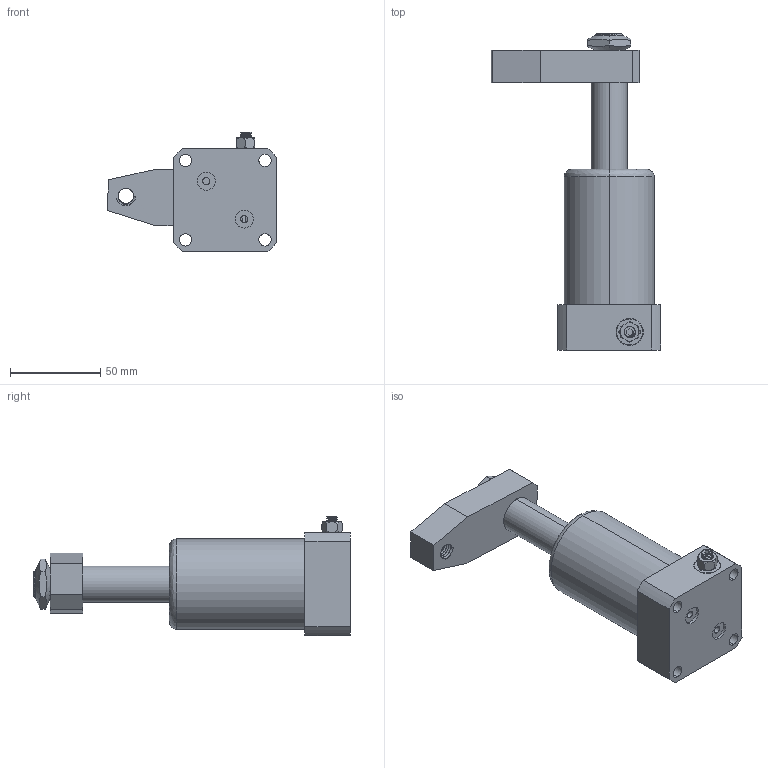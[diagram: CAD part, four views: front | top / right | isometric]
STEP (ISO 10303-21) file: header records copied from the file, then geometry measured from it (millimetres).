
FILE_DESCRIPTION (( 'STEP AP214' ), '1' );
FILE_NAME ('chs-mf32s-e_asm.STEP', '2020-02-12T07:34:50', ( '' ), ( '' ), 'SwSTEP 2.0', 'SolidWorks 2016', '' );
FILE_SCHEMA (( 'AUTOMOTIVE_DESIGN' ));
Length unit declared in the file: millimetre
Products named in the file (9): CHS-MF32-E-BT; M6_3; CHS-MF32-TXF-03_3; CHS-MF32-TXF-02_3; CHS-TXF-01_3; M16_7; CHS-32S-01_7; CHS-32S-02-E_1_1; chs-mf32s-e_asm
Assembly tree (8 placements, depth 2):
  chs-mf32s-e_asm
    CHS-32S-02-E_1_1
    CHS-32S-01_7
    M16_7
    CHS-TXF-01_3
    CHS-MF32-TXF-02_3
    CHS-MF32-TXF-03_3
    M6_3
    CHS-MF32-E-BT
Bounding box: 93.8 x 175 x 65.99 mm (x, y, z)
Volume: 294252.7 mm3; surface area: 54097 mm2
Topology: 9 solids, 9 shells, 415 faces, 1153 edges, 769 vertices
Faces by surface type: cylinder 195, plane 89, cone 80, bspline 51
Entity records: 35444 total; most frequent: CARTESIAN_POINT 25755, ORIENTED_EDGE 2282, DIRECTION 1391, EDGE_CURVE 1141, VERTEX_POINT 769, B_SPLINE_CURVE_WITH_KNOTS 636, AXIS2_PLACEMENT_3D 533, EDGE_LOOP 466
